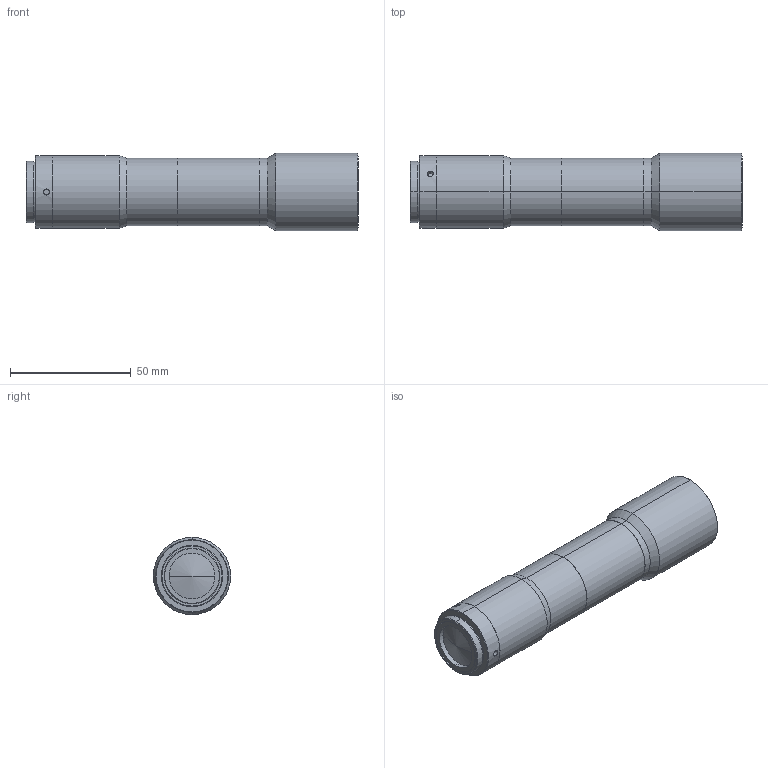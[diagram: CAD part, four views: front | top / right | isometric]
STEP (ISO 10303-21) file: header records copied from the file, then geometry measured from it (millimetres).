
FILE_DESCRIPTION (( 'STEP AP203' ), '1' );
FILE_NAME ('WWH10-110ATV2.STEP', '2021-07-20T02:45:56', ( '' ), ( '' ), 'SwSTEP 2.0', 'SolidWorks 2017', '' );
FILE_SCHEMA (( 'CONFIG_CONTROL_DESIGN' ));
Length unit declared in the file: millimetre
Products named in the file (1): WWH10-110ATV2
Bounding box: 137.2 x 32 x 32 mm (x, y, z)
Volume: 93309.8 mm3; surface area: 14579.8 mm2
Topology: 1 solids, 1 shells, 61 faces, 126 edges, 74 vertices
Faces by surface type: cylinder 28, cone 25, plane 8
Entity records: 1837 total; most frequent: CARTESIAN_POINT 462, DIRECTION 294, ORIENTED_EDGE 244, AXIS2_PLACEMENT_3D 122, EDGE_CURVE 122, VERTEX_POINT 74, EDGE_LOOP 72, ADVANCED_FACE 61
